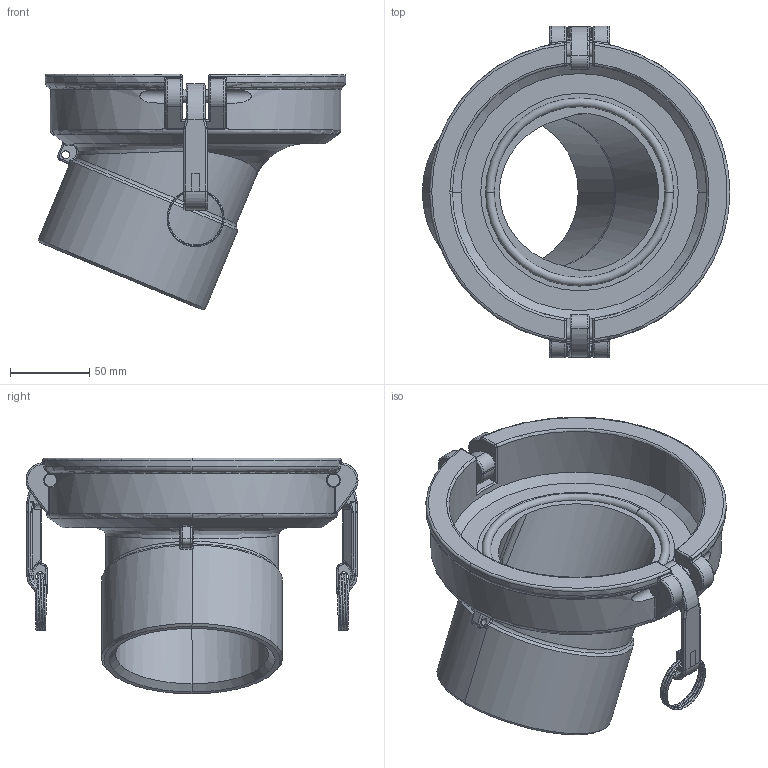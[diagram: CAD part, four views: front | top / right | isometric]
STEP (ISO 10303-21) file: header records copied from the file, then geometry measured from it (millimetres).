
FILE_DESCRIPTION (( 'STEP AP214' ), '1' );
FILE_NAME ('VKA4G_Abgabe-Adapter 4in BSP.STEP', '2015-03-03T12:13:30', ( 'Admin1' ), ( '' ), 'SwSTEP 2.0', 'SolidWorks 2014', '' );
FILE_SCHEMA (( 'AUTOMOTIVE_DESIGN' ));
Length unit declared in the file: millimetre
Products named in the file (1): VKA4G_Abgabe-Adapter 4in BSP
Bounding box: 194.47 x 210 x 149.18 mm (x, y, z)
Volume: 629645.6 mm3; surface area: 159100.4 mm2
Topology: 5 solids, 5 shells, 525 faces, 1270 edges, 733 vertices
Faces by surface type: cylinder 178, bspline 159, torus 85, plane 73, cone 18, sphere 12
Entity records: 24324 total; most frequent: CARTESIAN_POINT 13291, ORIENTED_EDGE 2492, DIRECTION 2092, EDGE_CURVE 1246, AXIS2_PLACEMENT_3D 888, VERTEX_POINT 733, EDGE_LOOP 543, FACE_OUTER_BOUND 525
